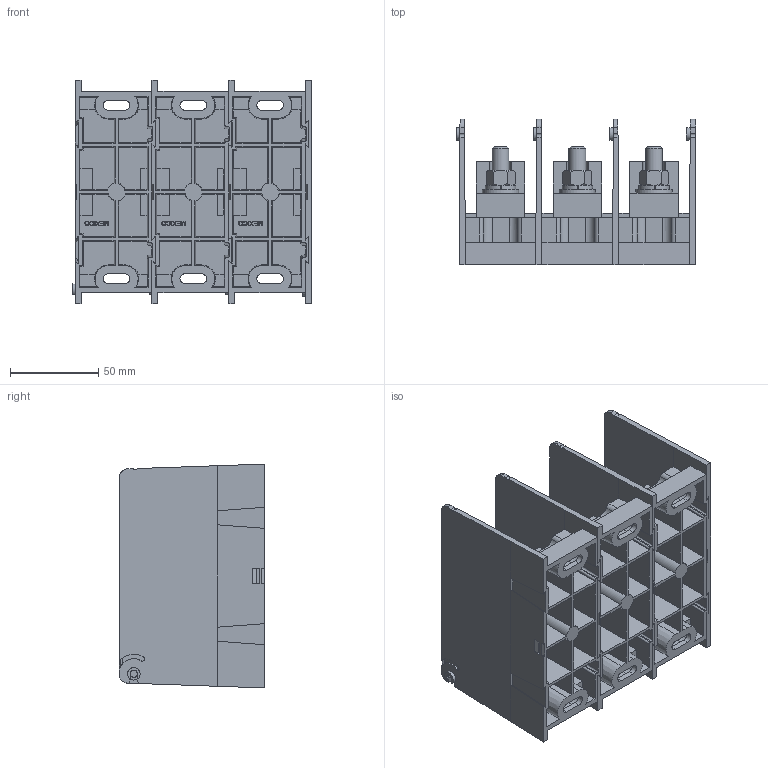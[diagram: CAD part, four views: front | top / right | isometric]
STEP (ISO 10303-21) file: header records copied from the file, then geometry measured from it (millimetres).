
FILE_DESCRIPTION (( 'STEP AP214' ), '1' );
FILE_NAME ('701947rev-3P.STEP', '2013-12-14T12:56:29', ( '' ), ( '' ), 'SwSTEP 2.0', 'SolidWorks 2013', '' );
FILE_SCHEMA (( 'AUTOMOTIVE_DESIGN' ));
Length unit declared in the file: inch
Products named in the file (26): 701947rev-3P_1_14; 701947rev-3P_1; 701947rev-3P_1_4; 701947rev-3P_1_13; 701947rev-3P_1_24; 701947rev-3P_1_25; 701947rev-3P_1_6; 701947rev-3P; 701947rev-3P_1_3; 701947rev-3P_1_12; 701947rev-3P_1_10; 701947rev-3P_1_21; 701947rev-3P_1_8; 701947rev-3P_1_19; 701947rev-3P_1_7; 701947rev-3P_1_18; 701947rev-3P_1_11; 701947rev-3P_1_23; 701947rev-3P_1_20; 701947rev-3P_1_15; 701947rev-3P_1_2; 701947rev-3P_1_16; 701947rev-3P_1_9; 701947rev-3P_1_22; 701947rev-3P_1_17; 701947rev-3P_1_5
Assembly tree (25 placements, depth 2):
  701947rev-3P
    701947rev-3P_1_24
    701947rev-3P_1_4
    701947rev-3P_1_14
    701947rev-3P_1_17
    701947rev-3P_1_9
    701947rev-3P_1_2
    701947rev-3P_1_15
    701947rev-3P_1_20
    701947rev-3P_1_23
    701947rev-3P_1_11
    701947rev-3P_1_18
    701947rev-3P_1_7
    701947rev-3P_1_19
    701947rev-3P_1_8
    701947rev-3P_1_21
    701947rev-3P_1_10
    701947rev-3P_1_12
    701947rev-3P_1_3
    701947rev-3P_1_6
    701947rev-3P_1_25
    701947rev-3P_1_13
    701947rev-3P_1
    701947rev-3P_1_5
    701947rev-3P_1_22
    701947rev-3P_1_16
Bounding box: 135.72 x 82.55 x 127.01 mm (x, y, z)
Surface area: 230864.1 mm2 (no closed solid volume)
Topology: 0 solids, 25 shells, 1416 faces, 3757 edges, 2442 vertices
Faces by surface type: plane 790, cylinder 341, cone 192, bspline 93
Full cylindrical faces by diameter (mm): 4.064 x1, 4.928 x3, 6.909 x3, 7.112 x1, 9.525 x6, 9.576 x6, 10.312 x3, 10.795 x3, 12.7 x3, 14.097 x3, 15.875 x3, 15.991 x33, 17.475 x27, 17.78 x3, 19.05 x3, 20.625 x3
Entity records: 92381 total; most frequent: CARTESIAN_POINT 41508, ORIENTED_EDGE 6736, DIRECTION 5891, EDGE_CURVE 3413, VERTEX_POINT 2325, LINE 2123, VECTOR 2123, AXIS2_PLACEMENT_3D 1884
